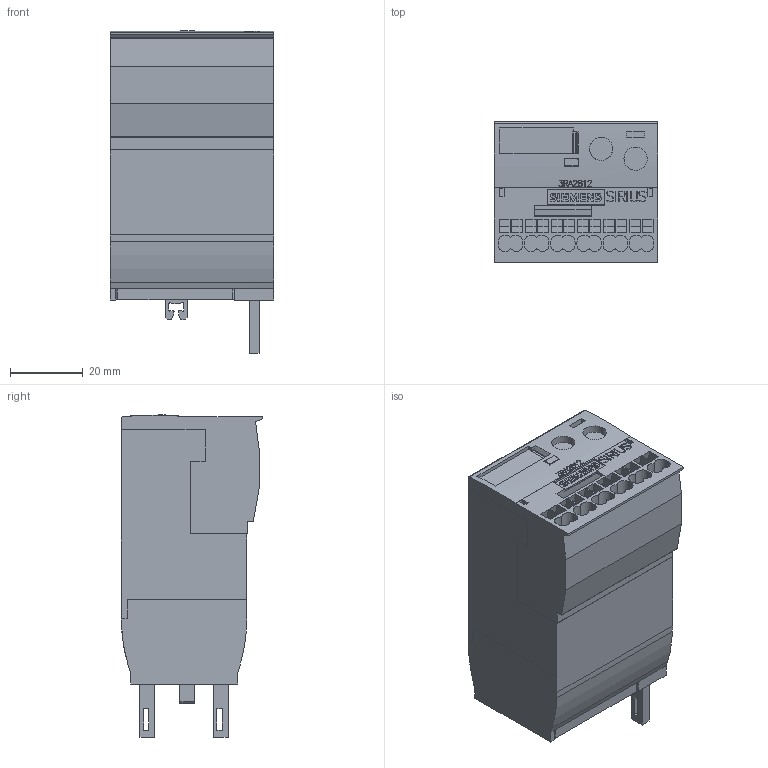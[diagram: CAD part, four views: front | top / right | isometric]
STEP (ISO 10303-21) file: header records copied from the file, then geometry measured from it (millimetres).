
FILE_DESCRIPTION(('STEP AP214'),'1');
FILE_NAME('cctmp_F65A2167-3040-40D9-8853-6A456F4EEA15_2023_07_18_12_13_46_0637..stp','2023-07-18T10:13:47',('SIEMENS A&D'),('CADClick - www.CADClick.com'),'Spatial InterOp 3D postprocessed',' ','unknown authorization');
FILE_SCHEMA(('AUTOMOTIVE_DESIGN'));
Length unit declared in the file: millimetre
Products named in the file (3): cc_unnamed; 2023_07_18_12_13_46_0575; 2023_07_18_12_13_46_0543
Assembly tree (2 placements, depth 2):
  cc_unnamed
    2023_07_18_12_13_46_0575
    2023_07_18_12_13_46_0543
Bounding box: 45 x 38.85 x 88.85 mm (x, y, z)
Volume: 113030.9 mm3; surface area: 22495.5 mm2
Topology: 2 solids, 4 shells, 772 faces, 2119 edges, 1411 vertices
Faces by surface type: plane 665, cylinder 107
Entity records: 40986 total; most frequent: CARTESIAN_POINT 4439, STYLED_ITEM 4304, PRESENTATION_STYLE_ASSIGNMENT 4304, ORIENTED_EDGE 4238, DIRECTION 4024, EDGE_CURVE 2119, CURVE_STYLE 2119, DRAUGHTING_PRE_DEFINED_CURVE_FONT 2119
